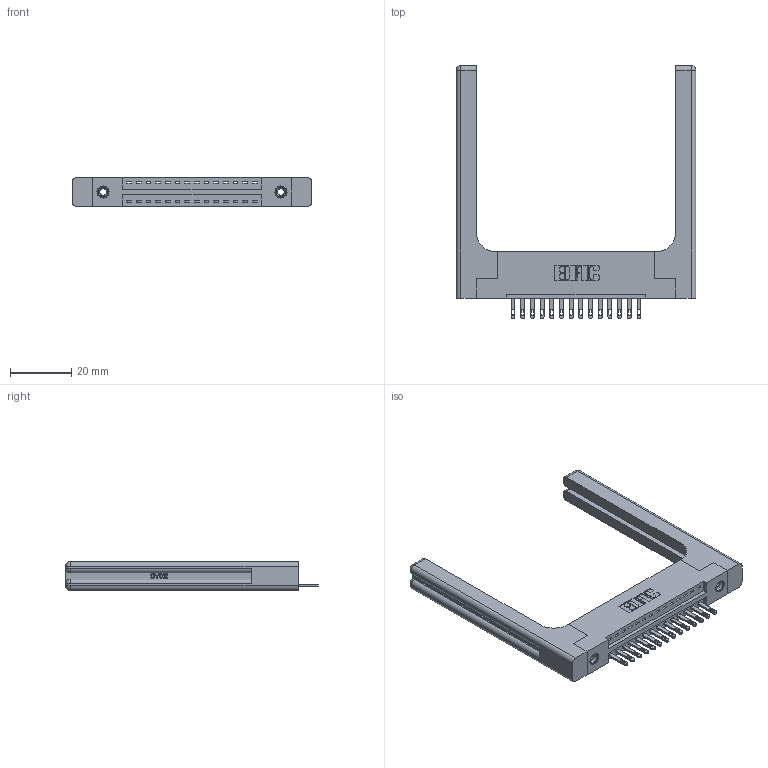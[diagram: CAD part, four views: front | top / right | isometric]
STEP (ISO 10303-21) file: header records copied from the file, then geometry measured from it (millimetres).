
FILE_DESCRIPTION (( 'STEP AP203' ), '1' );
FILE_NAME ('346-014-500-158.STEP', '2022-05-05T05:31:13', ( '' ), ( '' ), 'SwSTEP 2.0', 'SolidWorks 2020', '' );
FILE_SCHEMA (( 'CONFIG_CONTROL_DESIGN' ));
Length unit declared in the file: inch
Products named in the file (5): 345-250-001_345-250-001-102; 346-220-058_345-220-058; 346-014-500-158; 345-292-001_345-293-100; 346 Part_Flush Mounting Lugs - 0.156 Dia-TH
Assembly tree (19 placements, depth 2):
  346-014-500-158
    346 Part_Flush Mounting Lugs - 0.156 Dia-TH
    345-292-001_345-293-100  x14
    345-250-001_345-250-001-102  x2
    346-220-058_345-220-058  x2
Bounding box: 78.51 x 82.8 x 9.4 mm (x, y, z)
Volume: 14831.3 mm3; surface area: 14072.5 mm2
Topology: 19 solids, 19 shells, 1148 faces, 3383 edges, 2234 vertices
Faces by surface type: plane 714, cylinder 374, bspline 36, cone 12, sphere 8, torus 4
Entity records: 17986 total; most frequent: CARTESIAN_POINT 4073, ORIENTED_EDGE 2816, DIRECTION 2560, EDGE_CURVE 1408, VECTOR 1124, LINE 1124, VERTEX_POINT 930, AXIS2_PLACEMENT_3D 718
